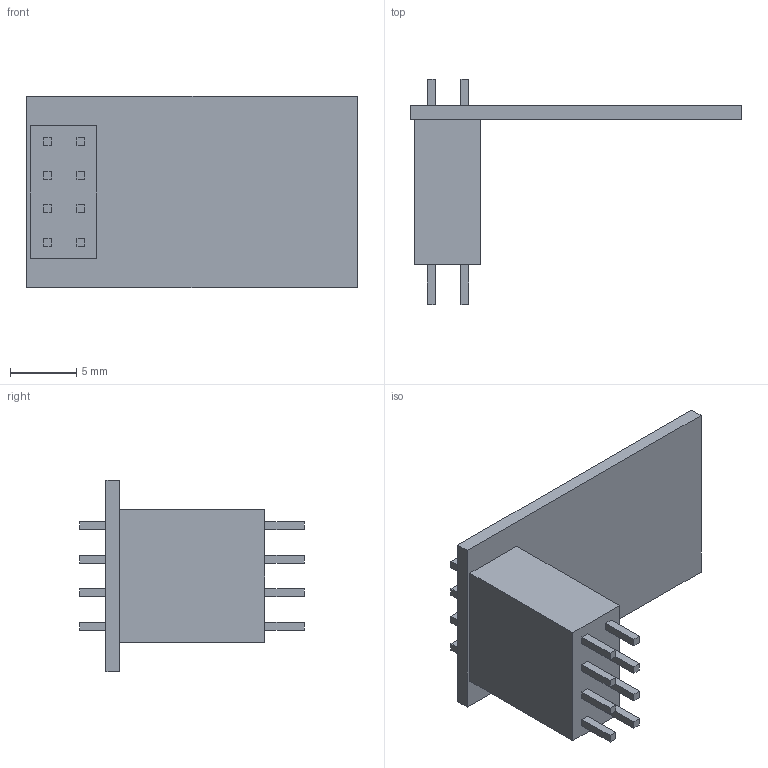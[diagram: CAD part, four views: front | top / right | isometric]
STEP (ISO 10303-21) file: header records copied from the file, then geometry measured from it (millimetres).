
FILE_DESCRIPTION(/* description */ (''),/* implementation_level */ '2;1');
FILE_NAME(/* name */ 'ESP-01-detachable v2.step',/* time_stamp */ '2020-05-22T21:17:31+02:00',/* author */ (''),/* organization */ (''),/* preprocessor_version */ 'ST-DEVELOPER v18.1',/* originating_system */ 'Autodesk Translation Framework v9.2.0.1227',/* authorisation */ '');
FILE_SCHEMA (('AUTOMOTIVE_DESIGN { 1 0 10303 214 3 1 1 }'));
Length unit declared in the file: millimetre
Products named in the file (1): ESP-01-detachable
Bounding box: 25 x 17 x 14.5 mm (x, y, z)
Volume: 926.9 mm3; surface area: 1230 mm2
Topology: 1 solids, 1 shells, 91 faces, 216 edges, 144 vertices
Faces by surface type: plane 91
Entity records: 2603 total; most frequent: CARTESIAN_POINT 452, ORIENTED_EDGE 432, DIRECTION 400, LINE 216, VECTOR 216, EDGE_CURVE 216, VERTEX_POINT 144, EDGE_LOOP 108
